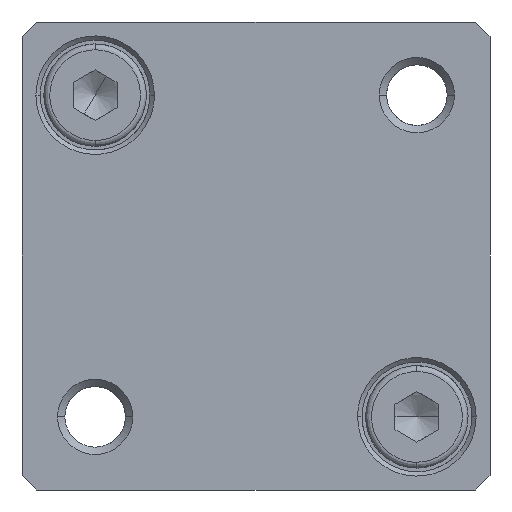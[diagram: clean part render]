
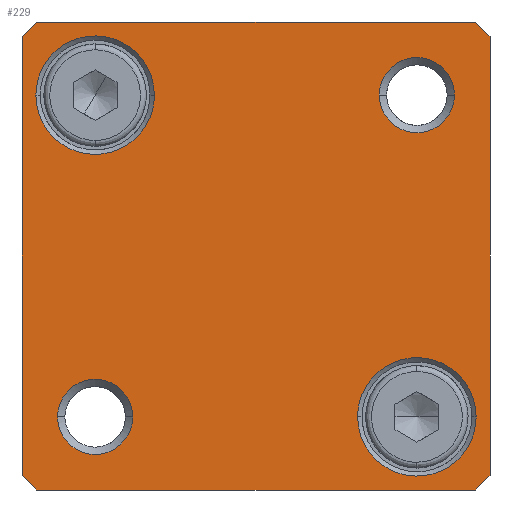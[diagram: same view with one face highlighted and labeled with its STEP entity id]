
A CAD part, front view. The second image highlights one B-rep face of the part: STEP entity #229.
In plain terms, the highlighted planar face has unit normal (0, -1, 0).
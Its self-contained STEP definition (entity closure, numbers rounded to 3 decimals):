
#68=FACE_BOUND('',#774,.T.);
#69=FACE_BOUND('',#775,.T.);
#70=FACE_BOUND('',#776,.T.);
#71=FACE_BOUND('',#777,.T.);
#229=ADVANCED_FACE('',(#491,#68,#69,#70,#71),#4252,.T.);
#491=FACE_OUTER_BOUND('',#773,.T.);
#773=EDGE_LOOP('',(#1675,#1676,#1677,#1678,#1679,#1680,#1681,#1682));
#774=EDGE_LOOP('',(#1683,#1684));
#775=EDGE_LOOP('',(#1685,#1686));
#776=EDGE_LOOP('',(#1687,#1688));
#777=EDGE_LOOP('',(#1689,#1690));
#1675=ORIENTED_EDGE('',*,*,#2752,.F.);
#1676=ORIENTED_EDGE('',*,*,#2628,.F.);
#1677=ORIENTED_EDGE('',*,*,#2756,.F.);
#1678=ORIENTED_EDGE('',*,*,#2629,.F.);
#1679=ORIENTED_EDGE('',*,*,#2758,.F.);
#1680=ORIENTED_EDGE('',*,*,#2630,.F.);
#1681=ORIENTED_EDGE('',*,*,#2750,.F.);
#1682=ORIENTED_EDGE('',*,*,#2627,.F.);
#1683=ORIENTED_EDGE('',*,*,#2703,.F.);
#1684=ORIENTED_EDGE('',*,*,#2702,.F.);
#1685=ORIENTED_EDGE('',*,*,#2744,.F.);
#1686=ORIENTED_EDGE('',*,*,#2743,.F.);
#1687=ORIENTED_EDGE('',*,*,#2739,.F.);
#1688=ORIENTED_EDGE('',*,*,#2738,.F.);
#1689=ORIENTED_EDGE('',*,*,#2693,.F.);
#1690=ORIENTED_EDGE('',*,*,#2692,.F.);
#2627=EDGE_CURVE('',#3847,#3848,#3078,.T.);
#2628=EDGE_CURVE('',#3850,#3849,#3079,.T.);
#2629=EDGE_CURVE('',#3852,#3851,#3080,.T.);
#2630=EDGE_CURVE('',#3854,#3853,#3081,.T.);
#2692=EDGE_CURVE('',#3862,#3861,#3456,.T.);
#2693=EDGE_CURVE('',#3861,#3862,#3457,.T.);
#2702=EDGE_CURVE('',#3856,#3855,#3464,.T.);
#2703=EDGE_CURVE('',#3855,#3856,#3465,.T.);
#2738=EDGE_CURVE('',#3860,#3859,#3490,.T.);
#2739=EDGE_CURVE('',#3859,#3860,#3491,.T.);
#2743=EDGE_CURVE('',#3858,#3857,#3494,.T.);
#2744=EDGE_CURVE('',#3857,#3858,#3495,.T.);
#2750=EDGE_CURVE('',#3848,#3854,#3128,.T.);
#2752=EDGE_CURVE('',#3849,#3847,#3130,.T.);
#2756=EDGE_CURVE('',#3851,#3850,#3134,.T.);
#2758=EDGE_CURVE('',#3853,#3852,#3136,.T.);
#3078=B_SPLINE_CURVE_WITH_KNOTS('',1,(#8589,#8590),.UNSPECIFIED.,.F.,.F.,
(2,2),(0.,30.),.UNSPECIFIED.);
#3079=B_SPLINE_CURVE_WITH_KNOTS('',1,(#8591,#8592),.UNSPECIFIED.,.F.,.F.,
(2,2),(0.,30.),.UNSPECIFIED.);
#3080=B_SPLINE_CURVE_WITH_KNOTS('',1,(#8593,#8594),.UNSPECIFIED.,.F.,.F.,
(2,2),(0.,30.),.UNSPECIFIED.);
#3081=B_SPLINE_CURVE_WITH_KNOTS('',1,(#8595,#8596),.UNSPECIFIED.,.F.,.F.,
(2,2),(0.,30.),.UNSPECIFIED.);
#3128=B_SPLINE_CURVE_WITH_KNOTS('',1,(#8946,#8947),.UNSPECIFIED.,.F.,.F.,
(2,2),(0.,1.414),.UNSPECIFIED.);
#3130=B_SPLINE_CURVE_WITH_KNOTS('',1,(#8950,#8951),.UNSPECIFIED.,.F.,.F.,
(2,2),(0.,1.414),.UNSPECIFIED.);
#3134=B_SPLINE_CURVE_WITH_KNOTS('',1,(#8958,#8959),.UNSPECIFIED.,.F.,.F.,
(2,2),(0.,1.414),.UNSPECIFIED.);
#3136=B_SPLINE_CURVE_WITH_KNOTS('',1,(#8962,#8963),.UNSPECIFIED.,.F.,.F.,
(2,2),(0.,1.414),.UNSPECIFIED.);
#3456=(
BOUNDED_CURVE()
B_SPLINE_CURVE(2,(#8762,#8763,#8764,#8765,#8766),.UNSPECIFIED.,.F.,.F.)
B_SPLINE_CURVE_WITH_KNOTS((3,2,3),(0.,6.362,12.723),
 .UNSPECIFIED.)
CURVE()
GEOMETRIC_REPRESENTATION_ITEM()
RATIONAL_B_SPLINE_CURVE((1.,0.707,1.,0.707,1.))
REPRESENTATION_ITEM('')
);
#3457=(
BOUNDED_CURVE()
B_SPLINE_CURVE(2,(#8767,#8768,#8769,#8770,#8771),.UNSPECIFIED.,.F.,.F.)
B_SPLINE_CURVE_WITH_KNOTS((3,2,3),(12.723,19.085,25.447),
 .UNSPECIFIED.)
CURVE()
GEOMETRIC_REPRESENTATION_ITEM()
RATIONAL_B_SPLINE_CURVE((1.,0.707,1.,0.707,1.))
REPRESENTATION_ITEM('')
);
#3464=(
BOUNDED_CURVE()
B_SPLINE_CURVE(2,(#8794,#8795,#8796,#8797,#8798),.UNSPECIFIED.,.F.,.F.)
B_SPLINE_CURVE_WITH_KNOTS((3,2,3),(0.,6.362,12.723),
 .UNSPECIFIED.)
CURVE()
GEOMETRIC_REPRESENTATION_ITEM()
RATIONAL_B_SPLINE_CURVE((1.,0.707,1.,0.707,1.))
REPRESENTATION_ITEM('')
);
#3465=(
BOUNDED_CURVE()
B_SPLINE_CURVE(2,(#8799,#8800,#8801,#8802,#8803),.UNSPECIFIED.,.F.,.F.)
B_SPLINE_CURVE_WITH_KNOTS((3,2,3),(12.723,19.085,25.447),
 .UNSPECIFIED.)
CURVE()
GEOMETRIC_REPRESENTATION_ITEM()
RATIONAL_B_SPLINE_CURVE((1.,0.707,1.,0.707,1.))
REPRESENTATION_ITEM('')
);
#3490=(
BOUNDED_CURVE()
B_SPLINE_CURVE(2,(#8908,#8909,#8910,#8911,#8912),.UNSPECIFIED.,.F.,.F.)
B_SPLINE_CURVE_WITH_KNOTS((3,2,3),(0.,4.032,8.064),
 .UNSPECIFIED.)
CURVE()
GEOMETRIC_REPRESENTATION_ITEM()
RATIONAL_B_SPLINE_CURVE((1.,0.707,1.,0.707,1.))
REPRESENTATION_ITEM('')
);
#3491=(
BOUNDED_CURVE()
B_SPLINE_CURVE(2,(#8913,#8914,#8915,#8916,#8917),.UNSPECIFIED.,.F.,.F.)
B_SPLINE_CURVE_WITH_KNOTS((3,2,3),(8.064,12.097,16.129),
 .UNSPECIFIED.)
CURVE()
GEOMETRIC_REPRESENTATION_ITEM()
RATIONAL_B_SPLINE_CURVE((1.,0.707,1.,0.707,1.))
REPRESENTATION_ITEM('')
);
#3494=(
BOUNDED_CURVE()
B_SPLINE_CURVE(2,(#8926,#8927,#8928,#8929,#8930),.UNSPECIFIED.,.F.,.F.)
B_SPLINE_CURVE_WITH_KNOTS((3,2,3),(0.,4.032,8.064),
 .UNSPECIFIED.)
CURVE()
GEOMETRIC_REPRESENTATION_ITEM()
RATIONAL_B_SPLINE_CURVE((1.,0.707,1.,0.707,1.))
REPRESENTATION_ITEM('')
);
#3495=(
BOUNDED_CURVE()
B_SPLINE_CURVE(2,(#8931,#8932,#8933,#8934,#8935),.UNSPECIFIED.,.F.,.F.)
B_SPLINE_CURVE_WITH_KNOTS((3,2,3),(8.064,12.097,16.129),
 .UNSPECIFIED.)
CURVE()
GEOMETRIC_REPRESENTATION_ITEM()
RATIONAL_B_SPLINE_CURVE((1.,0.707,1.,0.707,1.))
REPRESENTATION_ITEM('')
);
#3847=VERTEX_POINT('',#8417);
#3848=VERTEX_POINT('',#8418);
#3849=VERTEX_POINT('',#8419);
#3850=VERTEX_POINT('',#8420);
#3851=VERTEX_POINT('',#8421);
#3852=VERTEX_POINT('',#8422);
#3853=VERTEX_POINT('',#8423);
#3854=VERTEX_POINT('',#8424);
#3855=VERTEX_POINT('',#8425);
#3856=VERTEX_POINT('',#8426);
#3857=VERTEX_POINT('',#8427);
#3858=VERTEX_POINT('',#8428);
#3859=VERTEX_POINT('',#8429);
#3860=VERTEX_POINT('',#8430);
#3861=VERTEX_POINT('',#8431);
#3862=VERTEX_POINT('',#8432);
#4252=PLANE('',#4678);
#4678=AXIS2_PLACEMENT_3D('',#7851,#4762,$);
#4762=DIRECTION('',(0.,-1.,0.));
#7851=CARTESIAN_POINT('',(-19.32,-6.25,-19.32));
#8417=CARTESIAN_POINT('',(-15.,-6.25,16.));
#8418=CARTESIAN_POINT('',(15.,-6.25,16.));
#8419=CARTESIAN_POINT('',(-16.,-6.25,15.));
#8420=CARTESIAN_POINT('',(-16.,-6.25,-15.));
#8421=CARTESIAN_POINT('',(-15.,-6.25,-16.));
#8422=CARTESIAN_POINT('',(15.,-6.25,-16.));
#8423=CARTESIAN_POINT('',(16.,-6.25,-15.));
#8424=CARTESIAN_POINT('',(16.,-6.25,15.));
#8425=CARTESIAN_POINT('',(6.95,-6.25,-11.));
#8426=CARTESIAN_POINT('',(15.05,-6.25,-11.));
#8427=CARTESIAN_POINT('',(8.433,-6.25,11.));
#8428=CARTESIAN_POINT('',(13.567,-6.25,11.));
#8429=CARTESIAN_POINT('',(-13.567,-6.25,-11.));
#8430=CARTESIAN_POINT('',(-8.433,-6.25,-11.));
#8431=CARTESIAN_POINT('',(-15.05,-6.25,11.));
#8432=CARTESIAN_POINT('',(-6.95,-6.25,11.));
#8589=CARTESIAN_POINT('',(-15.,-6.25,16.));
#8590=CARTESIAN_POINT('',(15.,-6.25,16.));
#8591=CARTESIAN_POINT('',(-16.,-6.25,-15.));
#8592=CARTESIAN_POINT('',(-16.,-6.25,15.));
#8593=CARTESIAN_POINT('',(15.,-6.25,-16.));
#8594=CARTESIAN_POINT('',(-15.,-6.25,-16.));
#8595=CARTESIAN_POINT('',(16.,-6.25,15.));
#8596=CARTESIAN_POINT('',(16.,-6.25,-15.));
#8762=CARTESIAN_POINT('',(-6.95,-6.25,11.));
#8763=CARTESIAN_POINT('',(-6.95,-6.25,15.05));
#8764=CARTESIAN_POINT('',(-11.,-6.25,15.05));
#8765=CARTESIAN_POINT('',(-15.05,-6.25,15.05));
#8766=CARTESIAN_POINT('',(-15.05,-6.25,11.));
#8767=CARTESIAN_POINT('',(-15.05,-6.25,11.));
#8768=CARTESIAN_POINT('',(-15.05,-6.25,6.95));
#8769=CARTESIAN_POINT('',(-11.,-6.25,6.95));
#8770=CARTESIAN_POINT('',(-6.95,-6.25,6.95));
#8771=CARTESIAN_POINT('',(-6.95,-6.25,11.));
#8794=CARTESIAN_POINT('',(15.05,-6.25,-11.));
#8795=CARTESIAN_POINT('',(15.05,-6.25,-6.95));
#8796=CARTESIAN_POINT('',(11.,-6.25,-6.95));
#8797=CARTESIAN_POINT('',(6.95,-6.25,-6.95));
#8798=CARTESIAN_POINT('',(6.95,-6.25,-11.));
#8799=CARTESIAN_POINT('',(6.95,-6.25,-11.));
#8800=CARTESIAN_POINT('',(6.95,-6.25,-15.05));
#8801=CARTESIAN_POINT('',(11.,-6.25,-15.05));
#8802=CARTESIAN_POINT('',(15.05,-6.25,-15.05));
#8803=CARTESIAN_POINT('',(15.05,-6.25,-11.));
#8908=CARTESIAN_POINT('',(-8.433,-6.25,-11.));
#8909=CARTESIAN_POINT('',(-8.433,-6.25,-8.433));
#8910=CARTESIAN_POINT('',(-11.,-6.25,-8.433));
#8911=CARTESIAN_POINT('',(-13.567,-6.25,-8.433));
#8912=CARTESIAN_POINT('',(-13.567,-6.25,-11.));
#8913=CARTESIAN_POINT('',(-13.567,-6.25,-11.));
#8914=CARTESIAN_POINT('',(-13.567,-6.25,-13.567));
#8915=CARTESIAN_POINT('',(-11.,-6.25,-13.567));
#8916=CARTESIAN_POINT('',(-8.433,-6.25,-13.567));
#8917=CARTESIAN_POINT('',(-8.433,-6.25,-11.));
#8926=CARTESIAN_POINT('',(13.567,-6.25,11.));
#8927=CARTESIAN_POINT('',(13.567,-6.25,13.567));
#8928=CARTESIAN_POINT('',(11.,-6.25,13.567));
#8929=CARTESIAN_POINT('',(8.433,-6.25,13.567));
#8930=CARTESIAN_POINT('',(8.433,-6.25,11.));
#8931=CARTESIAN_POINT('',(8.433,-6.25,11.));
#8932=CARTESIAN_POINT('',(8.433,-6.25,8.433));
#8933=CARTESIAN_POINT('',(11.,-6.25,8.433));
#8934=CARTESIAN_POINT('',(13.567,-6.25,8.433));
#8935=CARTESIAN_POINT('',(13.567,-6.25,11.));
#8946=CARTESIAN_POINT('',(15.,-6.25,16.));
#8947=CARTESIAN_POINT('',(16.,-6.25,15.));
#8950=CARTESIAN_POINT('',(-16.,-6.25,15.));
#8951=CARTESIAN_POINT('',(-15.,-6.25,16.));
#8958=CARTESIAN_POINT('',(-15.,-6.25,-16.));
#8959=CARTESIAN_POINT('',(-16.,-6.25,-15.));
#8962=CARTESIAN_POINT('',(16.,-6.25,-15.));
#8963=CARTESIAN_POINT('',(15.,-6.25,-16.));
